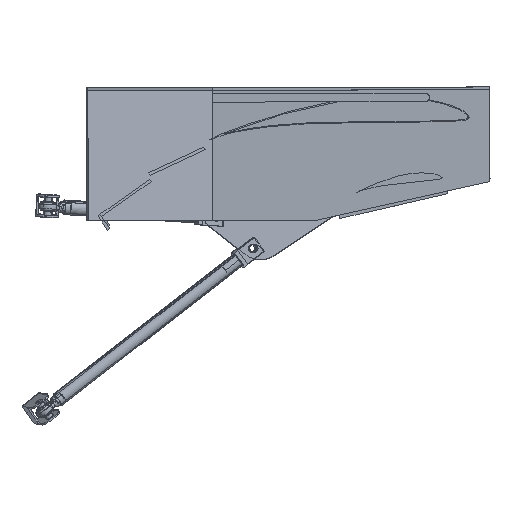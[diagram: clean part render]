
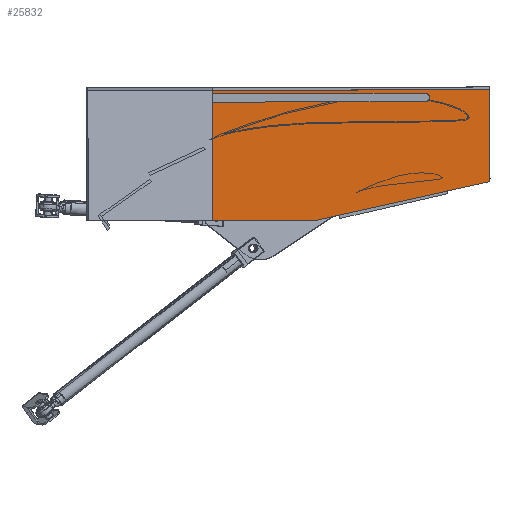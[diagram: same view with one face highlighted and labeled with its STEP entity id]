
A CAD part, left-side view. The second image highlights one B-rep face of the part: STEP entity #25832.
In plain terms, the highlighted planar face has unit normal (-1, 0, -0.002).
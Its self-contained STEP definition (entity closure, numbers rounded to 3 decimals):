
#25483=CARTESIAN_POINT('Vertex',(-137.531,-0.434,69.13)) ;
#25486=CARTESIAN_POINT('Line Origine',(-137.531,-0.434,64.13)) ;
#25490=CARTESIAN_POINT('Vertex',(-137.531,-0.434,59.13)) ;
#25523=CARTESIAN_POINT('Vertex',(-137.531,-120.31,-77.292)) ;
#25526=CARTESIAN_POINT('Line Origine',(-137.531,-60.155,-77.292)) ;
#25530=CARTESIAN_POINT('Vertex',(-137.531,0.,-77.292)) ;
#25586=CARTESIAN_POINT('Vertex',(-137.531,0.,72.708)) ;
#25589=CARTESIAN_POINT('Line Origine',(-137.531,-160.,72.708)) ;
#25593=CARTESIAN_POINT('Vertex',(-137.531,-320.,72.708)) ;
#25622=CARTESIAN_POINT('Line Origine',(-137.531,-220.155,-55.187)) ;
#25626=CARTESIAN_POINT('Vertex',(-137.531,-320.,-33.083)) ;
#25676=CARTESIAN_POINT('Line Origine',(-137.531,-320.,19.813)) ;
#25698=CARTESIAN_POINT('Line Origine',(-137.531,0.,-2.292)) ;
#25751=CARTESIAN_POINT('Line Origine',(-137.531,-122.934,59.13)) ;
#25755=CARTESIAN_POINT('Vertex',(-137.531,-245.434,59.13)) ;
#25775=CARTESIAN_POINT('Axis2P3D Location',(-137.531,-245.434,64.13)) ;
#25779=CARTESIAN_POINT('Vertex',(-137.531,-250.434,64.13)) ;
#25801=CARTESIAN_POINT('Axis2P3D Location',(-137.531,0.,-77.292)) ;
#25813=CARTESIAN_POINT('Line Origine',(-137.531,-122.934,69.13)) ;
#25817=CARTESIAN_POINT('Vertex',(-137.531,-245.434,69.13)) ;
#25820=CARTESIAN_POINT('Axis2P3D Location',(-137.531,-245.434,64.13)) ;
#25487=DIRECTION('Vector Direction',(0.,0.,1.)) ;
#25527=DIRECTION('Vector Direction',(0.,-1.,0.)) ;
#25590=DIRECTION('Vector Direction',(0.,-1.,0.)) ;
#25623=DIRECTION('Vector Direction',(0.,-0.976,0.216)) ;
#25677=DIRECTION('Vector Direction',(0.,0.,1.)) ;
#25699=DIRECTION('Vector Direction',(0.,0.,1.)) ;
#25752=DIRECTION('Vector Direction',(0.,-1.,0.)) ;
#25776=DIRECTION('Axis2P3D Direction',(1.,0.,0.)) ;
#25802=DIRECTION('Axis2P3D Direction',(1.,0.,0.)) ;
#25803=DIRECTION('Axis2P3D XDirection',(0.,0.,1.)) ;
#25814=DIRECTION('Vector Direction',(0.,1.,0.)) ;
#25821=DIRECTION('Axis2P3D Direction',(1.,0.,0.)) ;
#25777=AXIS2_PLACEMENT_3D('Circle Axis2P3D',#25775,#25776,$) ;
#25804=AXIS2_PLACEMENT_3D('Plane Axis2P3D',#25801,#25802,#25803) ;
#25822=AXIS2_PLACEMENT_3D('Circle Axis2P3D',#25820,#25821,$) ;
#25807=ORIENTED_EDGE('',*,*,#25628,.T.) ;
#25808=ORIENTED_EDGE('',*,*,#25680,.T.) ;
#25809=ORIENTED_EDGE('',*,*,#25595,.F.) ;
#25810=ORIENTED_EDGE('',*,*,#25702,.F.) ;
#25811=ORIENTED_EDGE('',*,*,#25532,.T.) ;
#25826=ORIENTED_EDGE('',*,*,#25781,.T.) ;
#25827=ORIENTED_EDGE('',*,*,#25757,.T.) ;
#25828=ORIENTED_EDGE('',*,*,#25492,.T.) ;
#25829=ORIENTED_EDGE('',*,*,#25819,.T.) ;
#25830=ORIENTED_EDGE('',*,*,#25824,.T.) ;
#25831=FACE_BOUND('',#25825,.T.) ;
#25488=VECTOR('Line Direction',#25487,1.) ;
#25528=VECTOR('Line Direction',#25527,1.) ;
#25591=VECTOR('Line Direction',#25590,1.) ;
#25624=VECTOR('Line Direction',#25623,1.) ;
#25678=VECTOR('Line Direction',#25677,1.) ;
#25700=VECTOR('Line Direction',#25699,1.) ;
#25753=VECTOR('Line Direction',#25752,1.) ;
#25815=VECTOR('Line Direction',#25814,1.) ;
#25832=ADVANCED_FACE('',(#25812,#25831),#25805,.F.) ;
#25778=CIRCLE('generated circle',#25777,5.) ;
#25823=CIRCLE('generated circle',#25822,5.) ;
#25492=EDGE_CURVE('',#25491,#25484,#25489,.T.) ;
#25532=EDGE_CURVE('',#25531,#25524,#25529,.T.) ;
#25595=EDGE_CURVE('',#25587,#25594,#25592,.T.) ;
#25628=EDGE_CURVE('',#25524,#25627,#25625,.T.) ;
#25680=EDGE_CURVE('',#25627,#25594,#25679,.T.) ;
#25702=EDGE_CURVE('',#25531,#25587,#25701,.T.) ;
#25757=EDGE_CURVE('',#25756,#25491,#25754,.F.) ;
#25781=EDGE_CURVE('',#25780,#25756,#25778,.T.) ;
#25819=EDGE_CURVE('',#25484,#25818,#25816,.F.) ;
#25824=EDGE_CURVE('',#25818,#25780,#25823,.T.) ;
#25806=EDGE_LOOP('',(#25807,#25808,#25809,#25810,#25811)) ;
#25825=EDGE_LOOP('',(#25826,#25827,#25828,#25829,#25830)) ;
#25812=FACE_OUTER_BOUND('',#25806,.T.) ;
#25489=LINE('Line',#25486,#25488) ;
#25529=LINE('Line',#25526,#25528) ;
#25592=LINE('Line',#25589,#25591) ;
#25625=LINE('Line',#25622,#25624) ;
#25679=LINE('Line',#25676,#25678) ;
#25701=LINE('Line',#25698,#25700) ;
#25754=LINE('Line',#25751,#25753) ;
#25816=LINE('Line',#25813,#25815) ;
#25805=PLANE('Plane',#25804) ;
#25484=VERTEX_POINT('',#25483) ;
#25491=VERTEX_POINT('',#25490) ;
#25524=VERTEX_POINT('',#25523) ;
#25531=VERTEX_POINT('',#25530) ;
#25587=VERTEX_POINT('',#25586) ;
#25594=VERTEX_POINT('',#25593) ;
#25627=VERTEX_POINT('',#25626) ;
#25756=VERTEX_POINT('',#25755) ;
#25780=VERTEX_POINT('',#25779) ;
#25818=VERTEX_POINT('',#25817) ;
